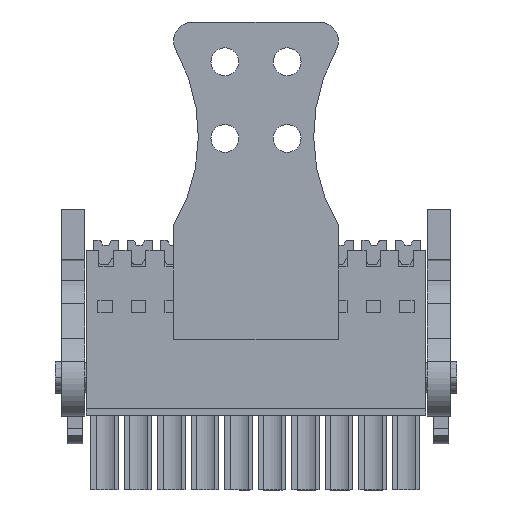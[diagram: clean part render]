
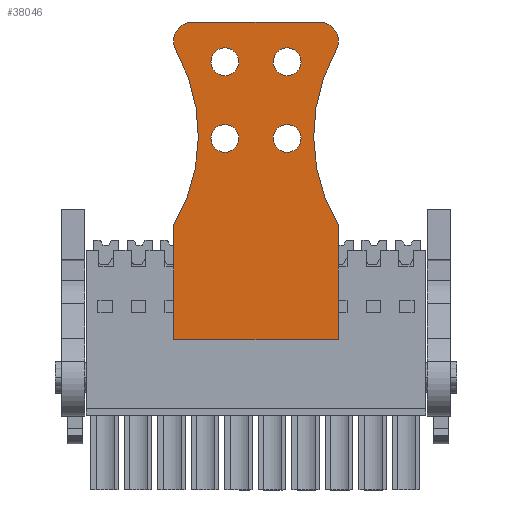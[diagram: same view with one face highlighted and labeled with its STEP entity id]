
A CAD part, front view. The second image highlights one B-rep face of the part: STEP entity #38046.
In plain terms, the highlighted planar face has unit normal (0, -1, 0).
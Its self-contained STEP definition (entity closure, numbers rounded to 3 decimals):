
#37906=AXIS2_PLACEMENT_3D('Plane Axis2P3D',#37903,#37904,#37905) ;
#37926=AXIS2_PLACEMENT_3D('Circle Axis2P3D',#37924,#37925,$) ;
#37933=AXIS2_PLACEMENT_3D('Circle Axis2P3D',#37931,#37932,$) ;
#37947=AXIS2_PLACEMENT_3D('Circle Axis2P3D',#37945,#37946,$) ;
#37954=AXIS2_PLACEMENT_3D('Circle Axis2P3D',#37952,#37953,$) ;
#37976=AXIS2_PLACEMENT_3D('Circle Axis2P3D',#37974,#37975,$) ;
#37985=AXIS2_PLACEMENT_3D('Circle Axis2P3D',#37983,#37984,$) ;
#37994=AXIS2_PLACEMENT_3D('Circle Axis2P3D',#37992,#37993,$) ;
#38003=AXIS2_PLACEMENT_3D('Circle Axis2P3D',#38001,#38002,$) ;
#38012=AXIS2_PLACEMENT_3D('Circle Axis2P3D',#38010,#38011,$) ;
#38021=AXIS2_PLACEMENT_3D('Circle Axis2P3D',#38019,#38020,$) ;
#38030=AXIS2_PLACEMENT_3D('Circle Axis2P3D',#38028,#38029,$) ;
#38039=AXIS2_PLACEMENT_3D('Circle Axis2P3D',#38037,#38038,$) ;
#37903=CARTESIAN_POINT('Axis2P3D Location',(7.,0.,0.)) ;
#37908=CARTESIAN_POINT('Line Origine',(20.95,0.,15.7)) ;
#37912=CARTESIAN_POINT('Vertex',(12.39,0.,15.7)) ;
#37914=CARTESIAN_POINT('Vertex',(29.51,0.,15.7)) ;
#37917=CARTESIAN_POINT('Line Origine',(29.51,0.,21.7)) ;
#37921=CARTESIAN_POINT('Vertex',(29.51,0.,27.701)) ;
#37924=CARTESIAN_POINT('Axis2P3D Location',(45.165,0.,36.973)) ;
#37928=CARTESIAN_POINT('Vertex',(29.294,0.,45.872)) ;
#37931=CARTESIAN_POINT('Axis2P3D Location',(27.55,0.,46.85)) ;
#37935=CARTESIAN_POINT('Vertex',(27.55,0.,48.85)) ;
#37938=CARTESIAN_POINT('Line Origine',(20.95,0.,48.85)) ;
#37942=CARTESIAN_POINT('Vertex',(14.35,0.,48.85)) ;
#37945=CARTESIAN_POINT('Axis2P3D Location',(14.35,0.,46.85)) ;
#37949=CARTESIAN_POINT('Vertex',(12.606,0.,45.872)) ;
#37952=CARTESIAN_POINT('Axis2P3D Location',(-3.265,0.,36.973)) ;
#37956=CARTESIAN_POINT('Vertex',(12.39,0.,27.701)) ;
#37959=CARTESIAN_POINT('Line Origine',(12.39,0.,21.7)) ;
#37974=CARTESIAN_POINT('Axis2P3D Location',(24.2,0.,44.7)) ;
#37978=CARTESIAN_POINT('Vertex',(22.75,0.,44.7)) ;
#37980=CARTESIAN_POINT('Vertex',(25.65,0.,44.7)) ;
#37983=CARTESIAN_POINT('Axis2P3D Location',(24.2,0.,44.7)) ;
#37992=CARTESIAN_POINT('Axis2P3D Location',(17.7,0.,44.7)) ;
#37996=CARTESIAN_POINT('Vertex',(16.25,0.,44.7)) ;
#37998=CARTESIAN_POINT('Vertex',(19.15,0.,44.7)) ;
#38001=CARTESIAN_POINT('Axis2P3D Location',(17.7,0.,44.7)) ;
#38010=CARTESIAN_POINT('Axis2P3D Location',(17.7,0.,36.7)) ;
#38014=CARTESIAN_POINT('Vertex',(16.25,0.,36.7)) ;
#38016=CARTESIAN_POINT('Vertex',(19.15,0.,36.7)) ;
#38019=CARTESIAN_POINT('Axis2P3D Location',(17.7,0.,36.7)) ;
#38028=CARTESIAN_POINT('Axis2P3D Location',(24.2,0.,36.7)) ;
#38032=CARTESIAN_POINT('Vertex',(22.75,0.,36.7)) ;
#38034=CARTESIAN_POINT('Vertex',(25.65,0.,36.7)) ;
#38037=CARTESIAN_POINT('Axis2P3D Location',(24.2,0.,36.7)) ;
#37904=DIRECTION('Axis2P3D Direction',(0.,-1.,0.)) ;
#37905=DIRECTION('Axis2P3D XDirection',(1.,0.,0.)) ;
#37909=DIRECTION('Vector Direction',(1.,0.,0.)) ;
#37918=DIRECTION('Vector Direction',(0.,0.,-1.)) ;
#37925=DIRECTION('Axis2P3D Direction',(0.,-1.,0.)) ;
#37932=DIRECTION('Axis2P3D Direction',(0.,-1.,0.)) ;
#37939=DIRECTION('Vector Direction',(-1.,0.,0.)) ;
#37946=DIRECTION('Axis2P3D Direction',(0.,-1.,0.)) ;
#37953=DIRECTION('Axis2P3D Direction',(0.,-1.,0.)) ;
#37960=DIRECTION('Vector Direction',(0.,0.,1.)) ;
#37975=DIRECTION('Axis2P3D Direction',(0.,-1.,0.)) ;
#37984=DIRECTION('Axis2P3D Direction',(0.,-1.,0.)) ;
#37993=DIRECTION('Axis2P3D Direction',(0.,-1.,0.)) ;
#38002=DIRECTION('Axis2P3D Direction',(0.,-1.,0.)) ;
#38011=DIRECTION('Axis2P3D Direction',(0.,-1.,0.)) ;
#38020=DIRECTION('Axis2P3D Direction',(0.,-1.,0.)) ;
#38029=DIRECTION('Axis2P3D Direction',(0.,-1.,0.)) ;
#38038=DIRECTION('Axis2P3D Direction',(0.,-1.,0.)) ;
#37910=VECTOR('Line Direction',#37909,1.) ;
#37919=VECTOR('Line Direction',#37918,1.) ;
#37940=VECTOR('Line Direction',#37939,1.) ;
#37961=VECTOR('Line Direction',#37960,1.) ;
#37965=ORIENTED_EDGE('',*,*,#37916,.T.) ;
#37966=ORIENTED_EDGE('',*,*,#37923,.T.) ;
#37967=ORIENTED_EDGE('',*,*,#37930,.T.) ;
#37968=ORIENTED_EDGE('',*,*,#37937,.T.) ;
#37969=ORIENTED_EDGE('',*,*,#37944,.T.) ;
#37970=ORIENTED_EDGE('',*,*,#37951,.T.) ;
#37971=ORIENTED_EDGE('',*,*,#37958,.T.) ;
#37972=ORIENTED_EDGE('',*,*,#37963,.T.) ;
#37989=ORIENTED_EDGE('',*,*,#37982,.F.) ;
#37990=ORIENTED_EDGE('',*,*,#37987,.F.) ;
#38007=ORIENTED_EDGE('',*,*,#38000,.F.) ;
#38008=ORIENTED_EDGE('',*,*,#38005,.F.) ;
#38025=ORIENTED_EDGE('',*,*,#38018,.F.) ;
#38026=ORIENTED_EDGE('',*,*,#38023,.F.) ;
#38043=ORIENTED_EDGE('',*,*,#38036,.F.) ;
#38044=ORIENTED_EDGE('',*,*,#38041,.F.) ;
#37991=FACE_BOUND('',#37988,.T.) ;
#38009=FACE_BOUND('',#38006,.T.) ;
#38027=FACE_BOUND('',#38024,.T.) ;
#38045=FACE_BOUND('',#38042,.T.) ;
#38046=ADVANCED_FACE('Strain relief',(#37973,#37991,#38009,#38027,#38045),#37907,.T.) ;
#37927=CIRCLE('generated circle',#37926,18.195) ;
#37934=CIRCLE('generated circle',#37933,2.) ;
#37948=CIRCLE('generated circle',#37947,2.) ;
#37955=CIRCLE('generated circle',#37954,18.195) ;
#37977=CIRCLE('generated circle',#37976,1.45) ;
#37986=CIRCLE('generated circle',#37985,1.45) ;
#37995=CIRCLE('generated circle',#37994,1.45) ;
#38004=CIRCLE('generated circle',#38003,1.45) ;
#38013=CIRCLE('generated circle',#38012,1.45) ;
#38022=CIRCLE('generated circle',#38021,1.45) ;
#38031=CIRCLE('generated circle',#38030,1.45) ;
#38040=CIRCLE('generated circle',#38039,1.45) ;
#37916=EDGE_CURVE('',#37913,#37915,#37911,.T.) ;
#37923=EDGE_CURVE('',#37915,#37922,#37920,.F.) ;
#37930=EDGE_CURVE('',#37922,#37929,#37927,.F.) ;
#37937=EDGE_CURVE('',#37929,#37936,#37934,.T.) ;
#37944=EDGE_CURVE('',#37936,#37943,#37941,.T.) ;
#37951=EDGE_CURVE('',#37943,#37950,#37948,.T.) ;
#37958=EDGE_CURVE('',#37950,#37957,#37955,.F.) ;
#37963=EDGE_CURVE('',#37957,#37913,#37962,.F.) ;
#37982=EDGE_CURVE('',#37979,#37981,#37977,.T.) ;
#37987=EDGE_CURVE('',#37981,#37979,#37986,.T.) ;
#38000=EDGE_CURVE('',#37997,#37999,#37995,.T.) ;
#38005=EDGE_CURVE('',#37999,#37997,#38004,.T.) ;
#38018=EDGE_CURVE('',#38015,#38017,#38013,.T.) ;
#38023=EDGE_CURVE('',#38017,#38015,#38022,.T.) ;
#38036=EDGE_CURVE('',#38033,#38035,#38031,.T.) ;
#38041=EDGE_CURVE('',#38035,#38033,#38040,.T.) ;
#37964=EDGE_LOOP('',(#37965,#37966,#37967,#37968,#37969,#37970,#37971,#37972)) ;
#37988=EDGE_LOOP('',(#37989,#37990)) ;
#38006=EDGE_LOOP('',(#38007,#38008)) ;
#38024=EDGE_LOOP('',(#38025,#38026)) ;
#38042=EDGE_LOOP('',(#38043,#38044)) ;
#37973=FACE_OUTER_BOUND('',#37964,.T.) ;
#37911=LINE('Line',#37908,#37910) ;
#37920=LINE('Line',#37917,#37919) ;
#37941=LINE('Line',#37938,#37940) ;
#37962=LINE('Line',#37959,#37961) ;
#37907=PLANE('',#37906) ;
#37913=VERTEX_POINT('',#37912) ;
#37915=VERTEX_POINT('',#37914) ;
#37922=VERTEX_POINT('',#37921) ;
#37929=VERTEX_POINT('',#37928) ;
#37936=VERTEX_POINT('',#37935) ;
#37943=VERTEX_POINT('',#37942) ;
#37950=VERTEX_POINT('',#37949) ;
#37957=VERTEX_POINT('',#37956) ;
#37979=VERTEX_POINT('',#37978) ;
#37981=VERTEX_POINT('',#37980) ;
#37997=VERTEX_POINT('',#37996) ;
#37999=VERTEX_POINT('',#37998) ;
#38015=VERTEX_POINT('',#38014) ;
#38017=VERTEX_POINT('',#38016) ;
#38033=VERTEX_POINT('',#38032) ;
#38035=VERTEX_POINT('',#38034) ;
